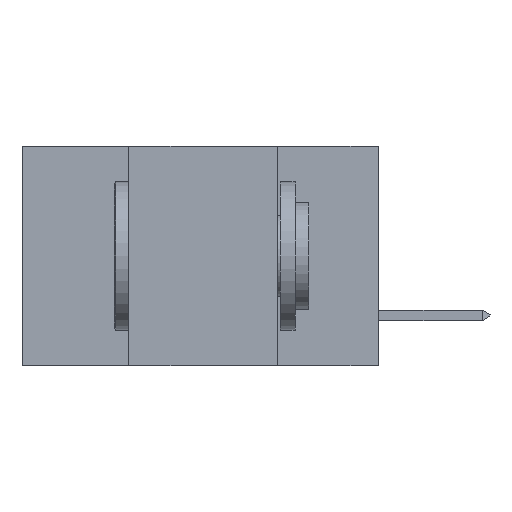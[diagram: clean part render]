
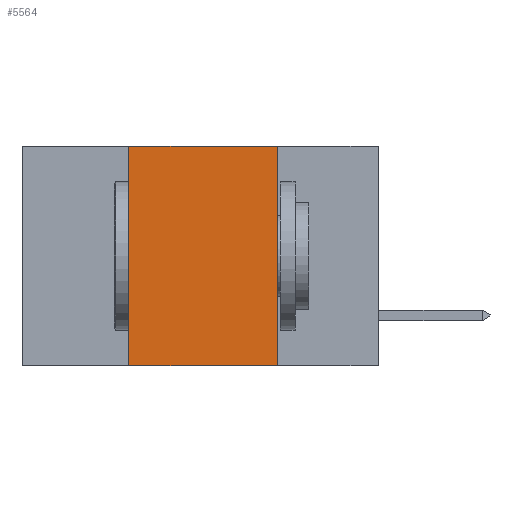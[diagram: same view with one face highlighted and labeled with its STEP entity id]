
A CAD part, left-side view. The second image highlights one B-rep face of the part: STEP entity #5564.
In plain terms, the highlighted planar face has unit normal (-1, 0, 0).
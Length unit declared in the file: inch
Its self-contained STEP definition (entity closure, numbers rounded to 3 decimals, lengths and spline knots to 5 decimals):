
#6 = VECTOR ( 'NONE', #12420, 39.37008 ) ;
#103 = VERTEX_POINT ( 'NONE', #6617 ) ;
#990 = VERTEX_POINT ( 'NONE', #11240 ) ;
#1769 = EDGE_CURVE ( 'NONE', #990, #103, #7733, .T. ) ;
#2412 = FACE_OUTER_BOUND ( 'NONE', #16158, .T. ) ;
#4122 = ORIENTED_EDGE ( 'NONE', *, *, #12720, .F. ) ;
#5029 = EDGE_CURVE ( 'NONE', #9326, #103, #13811, .T. ) ;
#5330 = CARTESIAN_POINT ( 'NONE',  ( 0., 0.42, -0.37 ) ) ;
#5393 = ORIENTED_EDGE ( 'NONE', *, *, #15607, .F. ) ;
#5405 = VECTOR ( 'NONE', #7680, 39.37008 ) ;
#5530 = LINE ( 'NONE', #8284, #6 ) ;
#5564 = ADVANCED_FACE ( 'NONE', ( #2412 ), #12372, .F. ) ;
#5705 = CARTESIAN_POINT ( 'NONE',  ( 0., 0.42, 0. ) ) ;
#5842 = DIRECTION ( 'NONE',  ( 0., 0., 1. ) ) ;
#6311 = CARTESIAN_POINT ( 'NONE',  ( 0., 0.17, -0.37 ) ) ;
#6617 = CARTESIAN_POINT ( 'NONE',  ( 0., 0.17, -0.37 ) ) ;
#6809 = DIRECTION ( 'NONE',  ( 1., 0., 0. ) ) ;
#6887 = ORIENTED_EDGE ( 'NONE', *, *, #1769, .F. ) ;
#6965 = CARTESIAN_POINT ( 'NONE',  ( 0., 0.42, -0.37 ) ) ;
#7680 = DIRECTION ( 'NONE',  ( 0., -1., 0. ) ) ;
#7733 = LINE ( 'NONE', #6311, #14787 ) ;
#7978 = ORIENTED_EDGE ( 'NONE', *, *, #5029, .T. ) ;
#8284 = CARTESIAN_POINT ( 'NONE',  ( 0., 0.6, 0. ) ) ;
#9326 = VERTEX_POINT ( 'NONE', #6965 ) ;
#10020 = VERTEX_POINT ( 'NONE', #5705 ) ;
#11009 = DIRECTION ( 'NONE',  ( 0., 0., -1. ) ) ;
#11240 = CARTESIAN_POINT ( 'NONE',  ( 0., 0.17, 0. ) ) ;
#12372 = PLANE ( 'NONE',  #17307 ) ;
#12420 = DIRECTION ( 'NONE',  ( 0., -1., 0. ) ) ;
#12720 = EDGE_CURVE ( 'NONE', #10020, #990, #5530, .T. ) ;
#13093 = LINE ( 'NONE', #5330, #15300 ) ;
#13811 = LINE ( 'NONE', #16374, #5405 ) ;
#14787 = VECTOR ( 'NONE', #15275, 39.37008 ) ;
#15275 = DIRECTION ( 'NONE',  ( 0., 0., -1. ) ) ;
#15300 = VECTOR ( 'NONE', #5842, 39.37008 ) ;
#15607 = EDGE_CURVE ( 'NONE', #9326, #10020, #13093, .T. ) ;
#16158 = EDGE_LOOP ( 'NONE', ( #6887, #4122, #5393, #7978 ) ) ;
#16374 = CARTESIAN_POINT ( 'NONE',  ( 0., 0.6, -0.37 ) ) ;
#17307 = AXIS2_PLACEMENT_3D ( 'NONE', #18532, #6809, #11009 ) ;
#18532 = CARTESIAN_POINT ( 'NONE',  ( 0., 0.6, 0. ) ) ;
